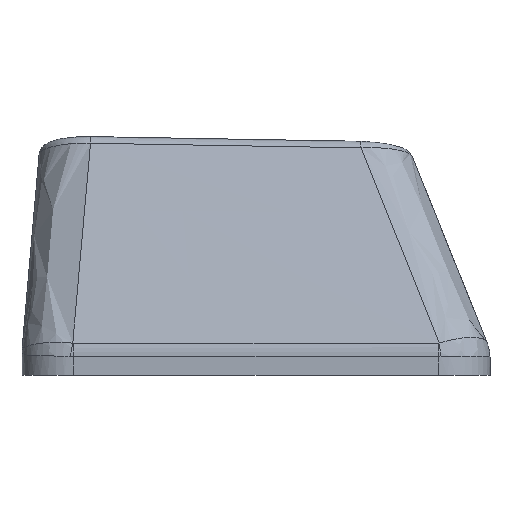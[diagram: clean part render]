
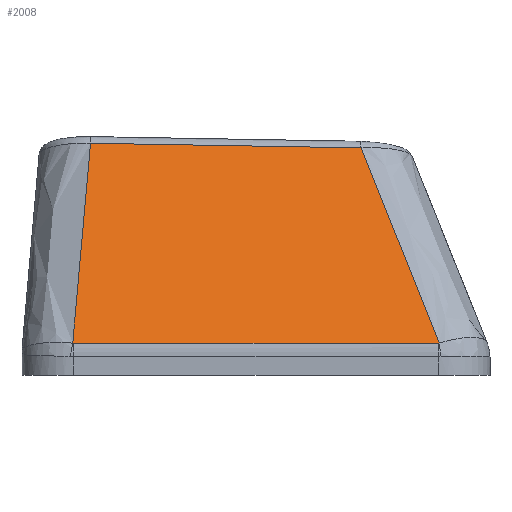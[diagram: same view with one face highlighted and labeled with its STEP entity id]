
A CAD part, left-side view. The second image highlights one B-rep face of the part: STEP entity #2008.
In plain terms, the highlighted free-form (B-spline) face has degree [3, 3] with [4, 4] control points.
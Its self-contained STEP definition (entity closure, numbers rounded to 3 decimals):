
#98=B_SPLINE_SURFACE_WITH_KNOTS('',3,3,((#4247,#4248,#4249,#4250),(#4251,
#4252,#4253,#4254),(#4255,#4256,#4257,#4258),(#4259,#4260,#4261,#4262)),
 .UNSPECIFIED.,.F.,.F.,.F.,(4,4),(4,4),(0.104,0.892),
(0.041,0.97),.UNSPECIFIED.);
#295=FACE_OUTER_BOUND('',#393,.T.);
#393=EDGE_LOOP('',(#1632,#1633,#1634,#1635,#1636,#1637));
#590=B_SPLINE_CURVE_WITH_KNOTS('',3,(#3943,#3944,#3945,#3946),
 .UNSPECIFIED.,.F.,.F.,(4,4),(0.,0.003),
 .UNSPECIFIED.);
#592=B_SPLINE_CURVE_WITH_KNOTS('',3,(#3970,#3971,#3972,#3973),
 .UNSPECIFIED.,.F.,.F.,(4,4),(0.,1.416),.UNSPECIFIED.);
#594=B_SPLINE_CURVE_WITH_KNOTS('',3,(#3997,#3998,#3999,#4000),
 .UNSPECIFIED.,.F.,.F.,(4,4),(0.,0.003),
 .UNSPECIFIED.);
#609=B_SPLINE_CURVE_WITH_KNOTS('',3,(#4264,#4265,#4266,#4267),
 .UNSPECIFIED.,.F.,.F.,(4,4),(0.039,0.904),
 .UNSPECIFIED.);
#610=B_SPLINE_CURVE_WITH_KNOTS('',3,(#4269,#4270,#4271,#4272),
 .UNSPECIFIED.,.F.,.F.,(4,4),(-1.049,0.),.UNSPECIFIED.);
#611=B_SPLINE_CURVE_WITH_KNOTS('',3,(#4273,#4274,#4275,#4276),
 .UNSPECIFIED.,.F.,.F.,(4,4),(-0.867,-0.037),
 .UNSPECIFIED.);
#855=VERTEX_POINT('',#3907);
#857=VERTEX_POINT('',#3936);
#859=VERTEX_POINT('',#3963);
#861=VERTEX_POINT('',#3990);
#877=VERTEX_POINT('',#4263);
#878=VERTEX_POINT('',#4268);
#1127=EDGE_CURVE('',#855,#857,#590,.T.);
#1130=EDGE_CURVE('',#857,#859,#592,.T.);
#1133=EDGE_CURVE('',#859,#861,#594,.T.);
#1157=EDGE_CURVE('',#877,#855,#609,.T.);
#1158=EDGE_CURVE('',#878,#877,#610,.T.);
#1159=EDGE_CURVE('',#861,#878,#611,.T.);
#1632=ORIENTED_EDGE('',*,*,#1133,.F.);
#1633=ORIENTED_EDGE('',*,*,#1130,.F.);
#1634=ORIENTED_EDGE('',*,*,#1127,.F.);
#1635=ORIENTED_EDGE('',*,*,#1157,.F.);
#1636=ORIENTED_EDGE('',*,*,#1158,.F.);
#1637=ORIENTED_EDGE('',*,*,#1159,.F.);
#2008=ADVANCED_FACE('',(#295),#98,.T.);
#3907=CARTESIAN_POINT('',(-8.981,-7.107,0.26));
#3936=CARTESIAN_POINT('',(-8.982,-7.081,0.258));
#3943=CARTESIAN_POINT('Ctrl Pts',(-8.981,-7.107,0.26));
#3944=CARTESIAN_POINT('Ctrl Pts',(-8.982,-7.098,0.259));
#3945=CARTESIAN_POINT('Ctrl Pts',(-8.982,-7.089,0.258));
#3946=CARTESIAN_POINT('Ctrl Pts',(-8.982,-7.081,0.258));
#3963=CARTESIAN_POINT('',(-8.986,7.08,0.253));
#3970=CARTESIAN_POINT('Ctrl Pts',(-8.982,-7.081,0.258));
#3971=CARTESIAN_POINT('Ctrl Pts',(-8.984,-2.36,0.256));
#3972=CARTESIAN_POINT('Ctrl Pts',(-8.985,2.36,0.255));
#3973=CARTESIAN_POINT('Ctrl Pts',(-8.986,7.08,0.253));
#3990=CARTESIAN_POINT('',(-8.985,7.111,0.256));
#3997=CARTESIAN_POINT('Ctrl Pts',(-8.986,7.08,0.253));
#3998=CARTESIAN_POINT('Ctrl Pts',(-8.986,7.091,0.253));
#3999=CARTESIAN_POINT('Ctrl Pts',(-8.986,7.101,0.254));
#4000=CARTESIAN_POINT('Ctrl Pts',(-8.985,7.111,0.256));
#4247=CARTESIAN_POINT('Ctrl Pts',(-6.097,-4.453,7.83));
#4248=CARTESIAN_POINT('Ctrl Pts',(-7.06,-5.339,5.303));
#4249=CARTESIAN_POINT('Ctrl Pts',(-8.023,-6.225,2.775));
#4250=CARTESIAN_POINT('Ctrl Pts',(-8.986,-7.111,0.247));
#4251=CARTESIAN_POINT('Ctrl Pts',(-6.097,-0.691,7.893));
#4252=CARTESIAN_POINT('Ctrl Pts',(-7.06,-1.251,5.345));
#4253=CARTESIAN_POINT('Ctrl Pts',(-8.023,-1.811,2.797));
#4254=CARTESIAN_POINT('Ctrl Pts',(-8.986,-2.37,0.249));
#4255=CARTESIAN_POINT('Ctrl Pts',(-6.097,3.071,7.955));
#4256=CARTESIAN_POINT('Ctrl Pts',(-7.06,2.837,5.387));
#4257=CARTESIAN_POINT('Ctrl Pts',(-8.023,2.604,2.819));
#4258=CARTESIAN_POINT('Ctrl Pts',(-8.986,2.37,0.251));
#4259=CARTESIAN_POINT('Ctrl Pts',(-6.097,6.832,8.017));
#4260=CARTESIAN_POINT('Ctrl Pts',(-7.06,6.925,5.429));
#4261=CARTESIAN_POINT('Ctrl Pts',(-8.023,7.018,2.841));
#4262=CARTESIAN_POINT('Ctrl Pts',(-8.986,7.111,0.253));
#4263=CARTESIAN_POINT('',(-6.099,-4.07,7.831));
#4264=CARTESIAN_POINT('Ctrl Pts',(-6.099,-4.07,7.831));
#4265=CARTESIAN_POINT('Ctrl Pts',(-7.059,-5.081,5.307));
#4266=CARTESIAN_POINT('Ctrl Pts',(-8.02,-6.094,2.783));
#4267=CARTESIAN_POINT('Ctrl Pts',(-8.981,-7.107,0.26));
#4268=CARTESIAN_POINT('',(-6.097,6.422,8.01));
#4269=CARTESIAN_POINT('Ctrl Pts',(-6.097,6.422,8.01));
#4270=CARTESIAN_POINT('Ctrl Pts',(-6.098,2.925,7.951));
#4271=CARTESIAN_POINT('Ctrl Pts',(-6.098,-0.573,
7.891));
#4272=CARTESIAN_POINT('Ctrl Pts',(-6.099,-4.07,7.831));
#4273=CARTESIAN_POINT('Ctrl Pts',(-8.985,7.111,0.256));
#4274=CARTESIAN_POINT('Ctrl Pts',(-8.023,6.882,2.841));
#4275=CARTESIAN_POINT('Ctrl Pts',(-7.061,6.652,5.426));
#4276=CARTESIAN_POINT('Ctrl Pts',(-6.097,6.422,8.01));
